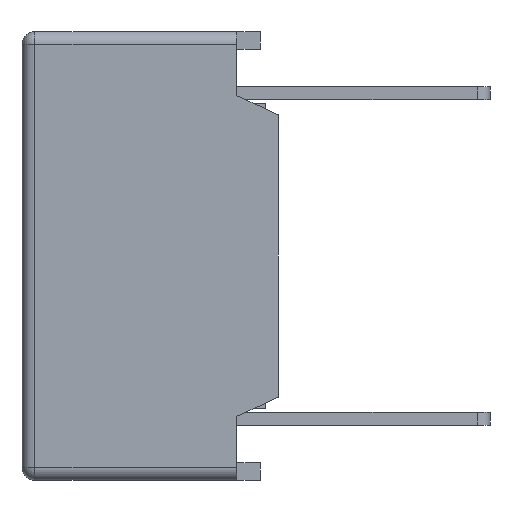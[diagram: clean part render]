
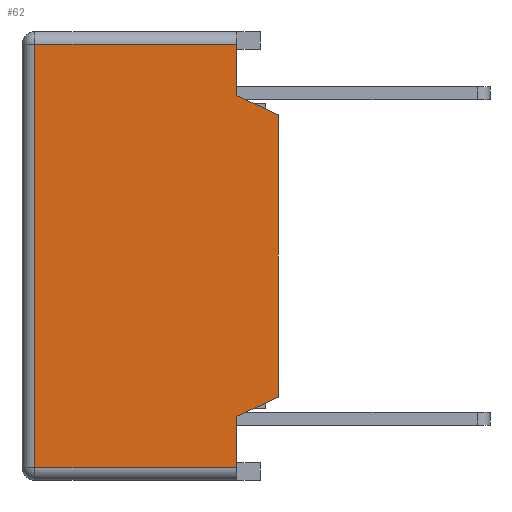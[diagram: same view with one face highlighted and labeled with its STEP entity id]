
A CAD part, left-side view. The second image highlights one B-rep face of the part: STEP entity #62.
In plain terms, the highlighted planar face has unit normal (-1, 0, 0).
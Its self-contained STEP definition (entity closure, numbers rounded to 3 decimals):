
#48 = FACE_OUTER_BOUND ( 'NONE', #136, .T. ) ;
#62 = ADVANCED_FACE ( 'NONE', ( #48 ), #1088, .F. ) ;
#92 = LINE ( 'NONE', #2179, #848 ) ;
#105 = VECTOR ( 'NONE', #560, 1000. ) ;
#108 = EDGE_CURVE ( 'NONE', #1100, #2446, #1190, .T. ) ;
#136 = EDGE_LOOP ( 'NONE', ( #1998, #1251, #1005, #1379, #2029, #1259, #1380, #451 ) ) ;
#157 = DIRECTION ( 'NONE',  ( 0., -1., 0. ) ) ;
#160 = DIRECTION ( 'NONE',  ( 0., 0., -1. ) ) ;
#164 = EDGE_CURVE ( 'NONE', #2276, #373, #1097, .T. ) ;
#201 = CARTESIAN_POINT ( 'NONE',  ( -5.3, 0.65, 2.503 ) ) ;
#257 = VERTEX_POINT ( 'NONE', #984 ) ;
#308 = LINE ( 'NONE', #741, #2277 ) ;
#319 = EDGE_CURVE ( 'NONE', #2364, #1411, #1619, .T. ) ;
#360 = CARTESIAN_POINT ( 'NONE',  ( -5.3, 0., -2.2 ) ) ;
#372 = VECTOR ( 'NONE', #1058, 1000. ) ;
#373 = VERTEX_POINT ( 'NONE', #419 ) ;
#419 = CARTESIAN_POINT ( 'NONE',  ( -5.3, 0., -2.2 ) ) ;
#451 = ORIENTED_EDGE ( 'NONE', *, *, #1826, .T. ) ;
#560 = DIRECTION ( 'NONE',  ( 0., -0.906, 0.423 ) ) ;
#628 = DIRECTION ( 'NONE',  ( 0., 0.906, 0.423 ) ) ;
#657 = VERTEX_POINT ( 'NONE', #2273 ) ;
#658 = CARTESIAN_POINT ( 'NONE',  ( -5.3, 0.65, -2.503 ) ) ;
#679 = VECTOR ( 'NONE', #736, 1000. ) ;
#736 = DIRECTION ( 'NONE',  ( 0., 0., 1. ) ) ;
#741 = CARTESIAN_POINT ( 'NONE',  ( -5.3, 4., 3.3 ) ) ;
#848 = VECTOR ( 'NONE', #628, 1000. ) ;
#899 = DIRECTION ( 'NONE',  ( 1., 0., 0. ) ) ;
#984 = CARTESIAN_POINT ( 'NONE',  ( -5.3, 0.65, -3.3 ) ) ;
#1005 = ORIENTED_EDGE ( 'NONE', *, *, #1105, .T. ) ;
#1031 = LINE ( 'NONE', #1054, #1856 ) ;
#1054 = CARTESIAN_POINT ( 'NONE',  ( -5.3, 0.65, -2.503 ) ) ;
#1058 = DIRECTION ( 'NONE',  ( 0., 0., 1. ) ) ;
#1088 = PLANE ( 'NONE',  #2265 ) ;
#1097 = LINE ( 'NONE', #360, #105 ) ;
#1100 = VERTEX_POINT ( 'NONE', #1399 ) ;
#1105 = EDGE_CURVE ( 'NONE', #257, #2276, #1031, .T. ) ;
#1110 = VECTOR ( 'NONE', #157, 1000. ) ;
#1190 = LINE ( 'NONE', #201, #679 ) ;
#1243 = VECTOR ( 'NONE', #1338, 1000. ) ;
#1251 = ORIENTED_EDGE ( 'NONE', *, *, #1923, .T. ) ;
#1259 = ORIENTED_EDGE ( 'NONE', *, *, #1599, .T. ) ;
#1338 = DIRECTION ( 'NONE',  ( 0., 0., -1. ) ) ;
#1379 = ORIENTED_EDGE ( 'NONE', *, *, #164, .T. ) ;
#1380 = ORIENTED_EDGE ( 'NONE', *, *, #108, .T. ) ;
#1399 = CARTESIAN_POINT ( 'NONE',  ( -5.3, 0.65, 2.503 ) ) ;
#1411 = VERTEX_POINT ( 'NONE', #2304 ) ;
#1447 = CARTESIAN_POINT ( 'NONE',  ( -5.3, 4., 3.5 ) ) ;
#1599 = EDGE_CURVE ( 'NONE', #657, #1100, #92, .T. ) ;
#1619 = LINE ( 'NONE', #1897, #1243 ) ;
#1690 = EDGE_CURVE ( 'NONE', #373, #657, #1883, .T. ) ;
#1694 = LINE ( 'NONE', #2264, #1110 ) ;
#1804 = CARTESIAN_POINT ( 'NONE',  ( -5.3, 0., 3.5 ) ) ;
#1826 = EDGE_CURVE ( 'NONE', #2446, #2364, #308, .T. ) ;
#1856 = VECTOR ( 'NONE', #2261, 1000. ) ;
#1883 = LINE ( 'NONE', #1804, #372 ) ;
#1897 = CARTESIAN_POINT ( 'NONE',  ( -5.3, 3.8, -3.5 ) ) ;
#1923 = EDGE_CURVE ( 'NONE', #1411, #257, #1694, .T. ) ;
#1998 = ORIENTED_EDGE ( 'NONE', *, *, #319, .T. ) ;
#2029 = ORIENTED_EDGE ( 'NONE', *, *, #1690, .T. ) ;
#2037 = CARTESIAN_POINT ( 'NONE',  ( -5.3, 0.65, 3.3 ) ) ;
#2179 = CARTESIAN_POINT ( 'NONE',  ( -5.3, 0., 2.2 ) ) ;
#2214 = CARTESIAN_POINT ( 'NONE',  ( -5.3, 3.8, 3.3 ) ) ;
#2261 = DIRECTION ( 'NONE',  ( 0., 0., 1. ) ) ;
#2264 = CARTESIAN_POINT ( 'NONE',  ( -5.3, 4., -3.3 ) ) ;
#2265 = AXIS2_PLACEMENT_3D ( 'NONE', #1447, #899, #160 ) ;
#2273 = CARTESIAN_POINT ( 'NONE',  ( -5.3, 0., 2.2 ) ) ;
#2276 = VERTEX_POINT ( 'NONE', #658 ) ;
#2277 = VECTOR ( 'NONE', #2434, 1000. ) ;
#2304 = CARTESIAN_POINT ( 'NONE',  ( -5.3, 3.8, -3.3 ) ) ;
#2364 = VERTEX_POINT ( 'NONE', #2214 ) ;
#2434 = DIRECTION ( 'NONE',  ( 0., 1., 0. ) ) ;
#2446 = VERTEX_POINT ( 'NONE', #2037 ) ;
